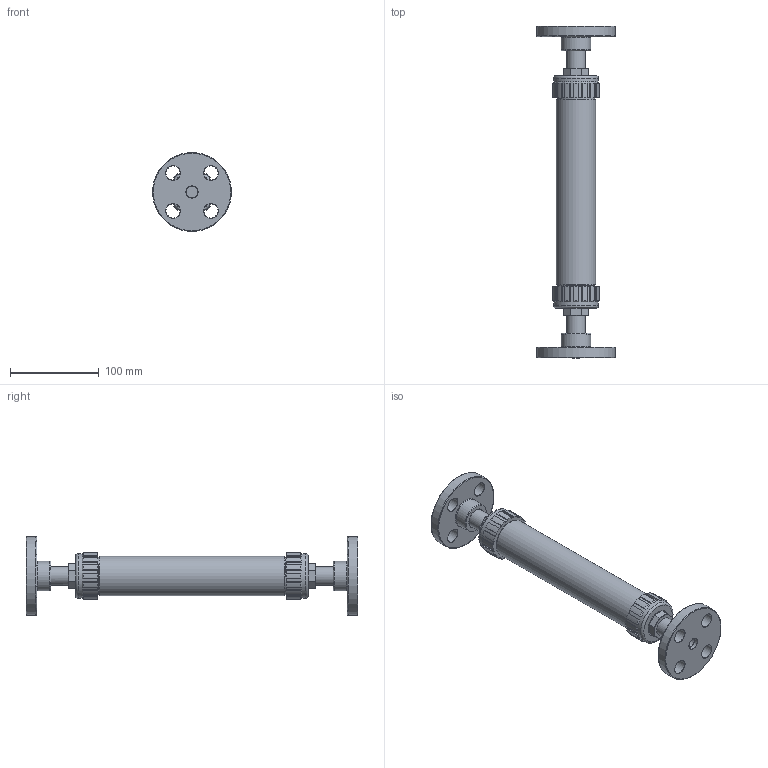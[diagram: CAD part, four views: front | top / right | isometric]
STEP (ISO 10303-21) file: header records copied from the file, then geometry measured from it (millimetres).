
FILE_DESCRIPTION((''),'2;1');
FILE_NAME('CVG-100-PV-50F_R0.stp','2017-07-25T08:36:08',('salesdesk5'),(''),'Autodesk Inventor 2009','Autodesk Inventor 2009','');
FILE_SCHEMA(('AUTOMOTIVE_DESIGN { 1 0 10303 214 1 1 1 1 }'));
Length unit declared in the file: inch
Products named in the file (1): CVG-100-PV-50F_R0
Bounding box: 88.56 x 373.63 x 88.56 mm (x, y, z)
Volume: 599507.3 mm3; surface area: 93900.7 mm2
Topology: 1 solids, 1 shells, 290 faces, 726 edges, 456 vertices
Faces by surface type: plane 114, bspline 97, cylinder 37, torus 26, cone 16
Full cylindrical faces by diameter (mm): 13.36 x2, 16.002 x8, 31.115 x2, 33.541 x2, 44.45 x1, 88.9 x2
Entity records: 10024 total; most frequent: CARTESIAN_POINT 3252, ORIENTED_EDGE 1322, DIRECTION 1277, EDGE_CURVE 661, VERTEX_POINT 450, AXIS2_PLACEMENT_3D 449, EDGE_LOOP 383, VECTOR 379
